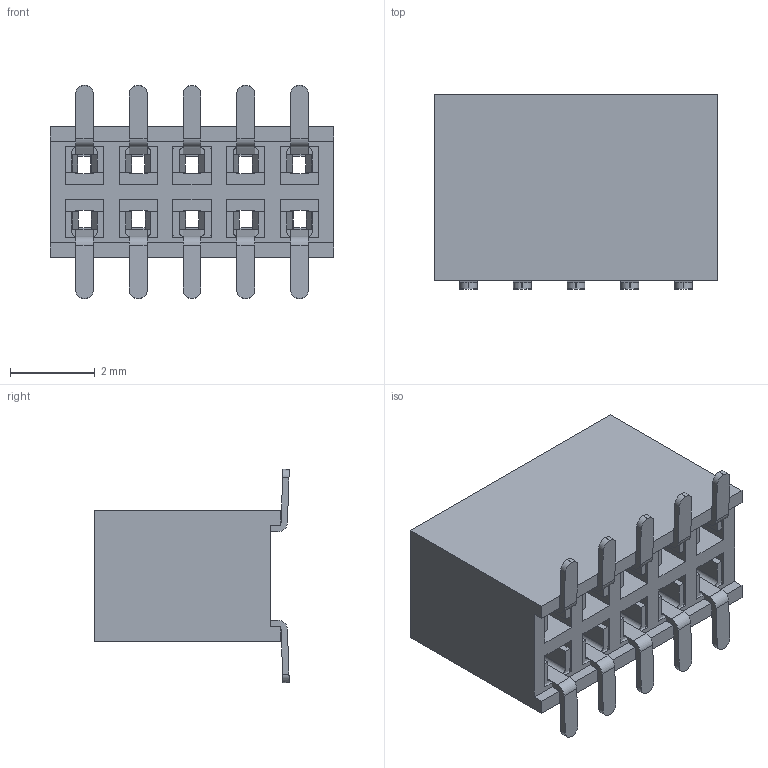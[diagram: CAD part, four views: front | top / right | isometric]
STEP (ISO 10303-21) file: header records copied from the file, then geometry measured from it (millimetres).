
FILE_DESCRIPTION((''),'2;1');
FILE_NAME('M50-310_ASM','2011-08-04T',('wbourne'),(''),'PRO/ENGINEER BY PARAMETRIC TECHNOLOGY CORPORATION, 2010280','PRO/ENGINEER BY PARAMETRIC TECHNOLOGY CORPORATION, 2010280','');
FILE_SCHEMA(('CONFIG_CONTROL_DESIGN','SHAPE_APPEARANCE_LAYERS_GROUPS'));
Length unit declared in the file: millimetre
Products named in the file (3): M50-310-MOULD; M50-310-PIN; M50-310_ASM
Assembly tree (11 placements, depth 2):
  M50-310_ASM
    M50-310-MOULD
    M50-310-PIN  x10
Bounding box: 6.7 x 4.6 x 5.05 mm (x, y, z)
Volume: 65.2 mm3; surface area: 430.1 mm2
Topology: 11 solids, 11 shells, 780 faces, 2184 edges, 1436 vertices
Faces by surface type: plane 540, cylinder 240
Entity records: 7898 total; most frequent: CARTESIAN_POINT 1094, ORIENTED_EDGE 1056, DIRECTION 1012, PRESENTATION_STYLE_ASSIGNMENT 530, STYLED_ITEM 530, CURVE_STYLE 528, EDGE_CURVE 528, VECTOR 476
